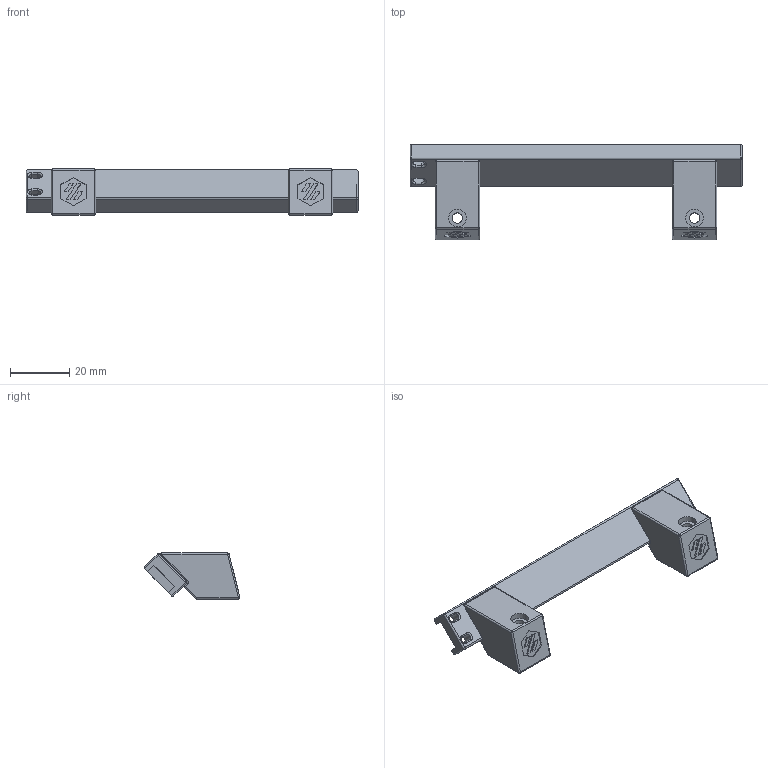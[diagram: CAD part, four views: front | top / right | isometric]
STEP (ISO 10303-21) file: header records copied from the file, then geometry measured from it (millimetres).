
FILE_DESCRIPTION(('CATIA V5 STEP Exchange'),'2;1');
FILE_NAME('LED V0.stp','2020-12-14T22:00:47+00:00',('none'),('none'),'CATIA Version 5 Release 19 SP 9 (IN-10)','CATIA V5 STEP AP203','none');
FILE_SCHEMA(('CONFIG_CONTROL_DESIGN'));
Length unit declared in the file: millimetre
Products named in the file (1): Product5
Assembly tree (5 placements, depth 2):
  Product5
    #58
    #1591  x2
    #3434  x2
Bounding box: 112 x 32.33 x 15.56 mm (x, y, z)
Volume: 15791.4 mm3; surface area: 9703.9 mm2
Topology: 5 solids, 5 shells, 831 faces, 2241 edges, 1414 vertices
Faces by surface type: bspline 432, cylinder 251, plane 90, sphere 26, torus 16, cone 16
Entity records: 13955 total; most frequent: CARTESIAN_POINT 5285, ORIENTED_EDGE 2348, EDGE_CURVE 1174, DIRECTION 1012, VERTEX_POINT 745, EDGE_LOOP 465, ADVANCED_FACE 443, FACE_OUTER_BOUND 443
